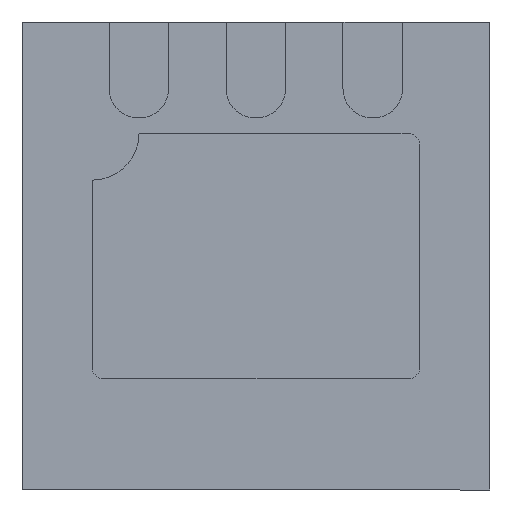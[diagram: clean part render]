
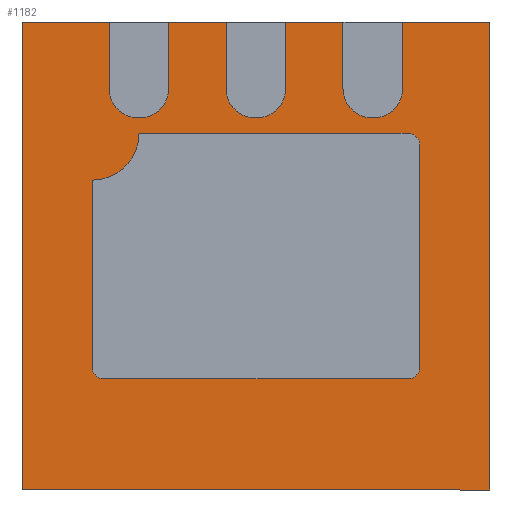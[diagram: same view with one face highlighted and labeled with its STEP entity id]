
A CAD part, front view. The second image highlights one B-rep face of the part: STEP entity #1182.
In plain terms, the highlighted planar face has unit normal (0, -1, 0).
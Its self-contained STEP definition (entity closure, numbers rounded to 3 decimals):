
#72 = EDGE_CURVE ( 'NONE', #495, #517, #1124, .T. ) ;
#74 = EDGE_CURVE ( 'NONE', #517, #483, #270, .T. ) ;
#117 = AXIS2_PLACEMENT_3D ( 'NONE', #366, #390, #391 ) ;
#129 = EDGE_CURVE ( 'NONE', #483, #479, #761, .T. ) ;
#131 = EDGE_CURVE ( 'NONE', #479, #495, #769, .T. ) ;
#230 = ORIENTED_EDGE ( 'NONE', *, *, #131, .F. ) ;
#241 = ORIENTED_EDGE ( 'NONE', *, *, #72, .F. ) ;
#263 = ORIENTED_EDGE ( 'NONE', *, *, #129, .F. ) ;
#264 = ORIENTED_EDGE ( 'NONE', *, *, #74, .F. ) ;
#269 = VECTOR ( 'NONE', #590, 1000. ) ;
#270 = LINE ( 'NONE', #593, #1201 ) ;
#366 = CARTESIAN_POINT ( 'NONE',  ( -1., 0., -1. ) ) ;
#378 = PLANE ( 'NONE',  #117 ) ;
#390 = DIRECTION ( 'NONE',  ( 0., 1., 0. ) ) ;
#391 = DIRECTION ( 'NONE',  ( 0., 0., 1. ) ) ;
#479 = VERTEX_POINT ( 'NONE', #685 ) ;
#483 = VERTEX_POINT ( 'NONE', #687 ) ;
#495 = VERTEX_POINT ( 'NONE', #691 ) ;
#517 = VERTEX_POINT ( 'NONE', #702 ) ;
#568 = CARTESIAN_POINT ( 'NONE',  ( -1., 0., 1. ) ) ;
#590 = DIRECTION ( 'NONE',  ( 0., 0., 1. ) ) ;
#593 = CARTESIAN_POINT ( 'NONE',  ( 1., 0., 1. ) ) ;
#594 = DIRECTION ( 'NONE',  ( 1., 0., 0. ) ) ;
#643 = CARTESIAN_POINT ( 'NONE',  ( 1., 0., 1. ) ) ;
#644 = DIRECTION ( 'NONE',  ( 0., 0., -1. ) ) ;
#647 = CARTESIAN_POINT ( 'NONE',  ( 1., 0., -1. ) ) ;
#648 = DIRECTION ( 'NONE',  ( -1., 0., 0. ) ) ;
#685 = CARTESIAN_POINT ( 'NONE',  ( 1., 0., -1. ) ) ;
#687 = CARTESIAN_POINT ( 'NONE',  ( 1., 0., 1. ) ) ;
#691 = CARTESIAN_POINT ( 'NONE',  ( -1., 0., -1. ) ) ;
#702 = CARTESIAN_POINT ( 'NONE',  ( -1., 0., 1. ) ) ;
#761 = LINE ( 'NONE', #643, #762 ) ;
#762 = VECTOR ( 'NONE', #644, 1000. ) ;
#769 = LINE ( 'NONE', #647, #770 ) ;
#770 = VECTOR ( 'NONE', #648, 1000. ) ;
#830 = FACE_OUTER_BOUND ( 'NONE', #1076, .T. ) ;
#1076 = EDGE_LOOP ( 'NONE', ( #241, #230, #263, #264 ) ) ;
#1124 = LINE ( 'NONE', #568, #269 ) ;
#1182 = ADVANCED_FACE ( 'NONE', ( #830 ), #378, .F. ) ;
#1201 = VECTOR ( 'NONE', #594, 1000. ) ;
